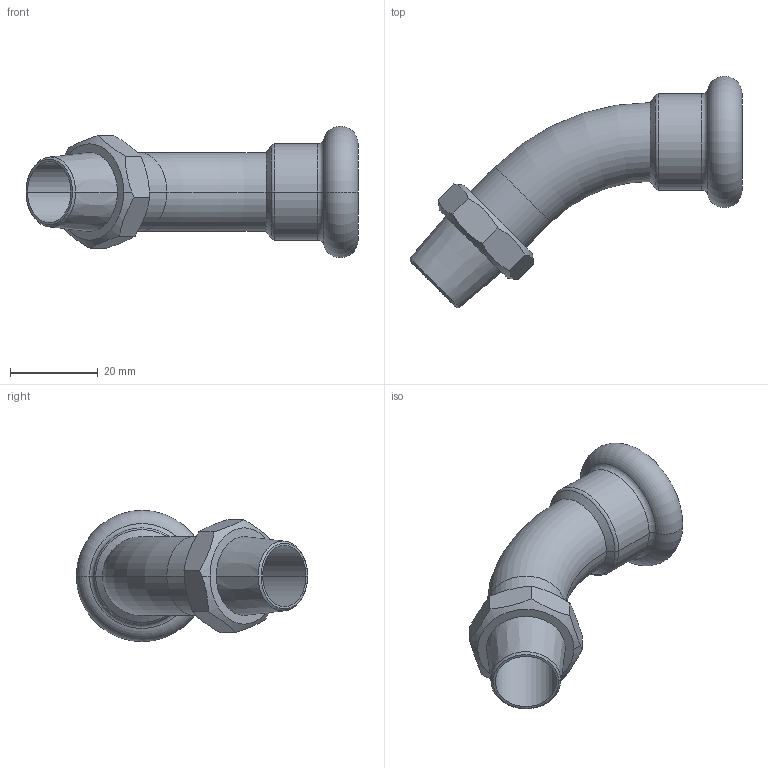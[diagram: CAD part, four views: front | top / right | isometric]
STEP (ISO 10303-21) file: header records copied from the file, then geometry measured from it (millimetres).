
FILE_DESCRIPTION (( 'STEP AP203' ), '1' );
FILE_NAME ('3D_P747_18 x1-2_141397240.STEP', '2024-11-20T09:50:53', ( '' ), ( '' ), 'SwSTEP 2.0', 'SolidWorks 2023', '' );
FILE_SCHEMA (( 'CONFIG_CONTROL_DESIGN' ));
Length unit declared in the file: millimetre
Products named in the file (1): 3D_P747_18 x1-2_141397240
Bounding box: 75.84 x 52.84 x 29.99 mm (x, y, z)
Volume: 10795.7 mm3; surface area: 10230.5 mm2
Topology: 1 solids, 1 shells, 49 faces, 108 edges, 62 vertices
Faces by surface type: torus 16, cone 14, plane 11, cylinder 8
Entity records: 1531 total; most frequent: CARTESIAN_POINT 370, DIRECTION 246, ORIENTED_EDGE 216, EDGE_CURVE 108, AXIS2_PLACEMENT_3D 108, VERTEX_POINT 62, CIRCLE 58, EDGE_LOOP 52
